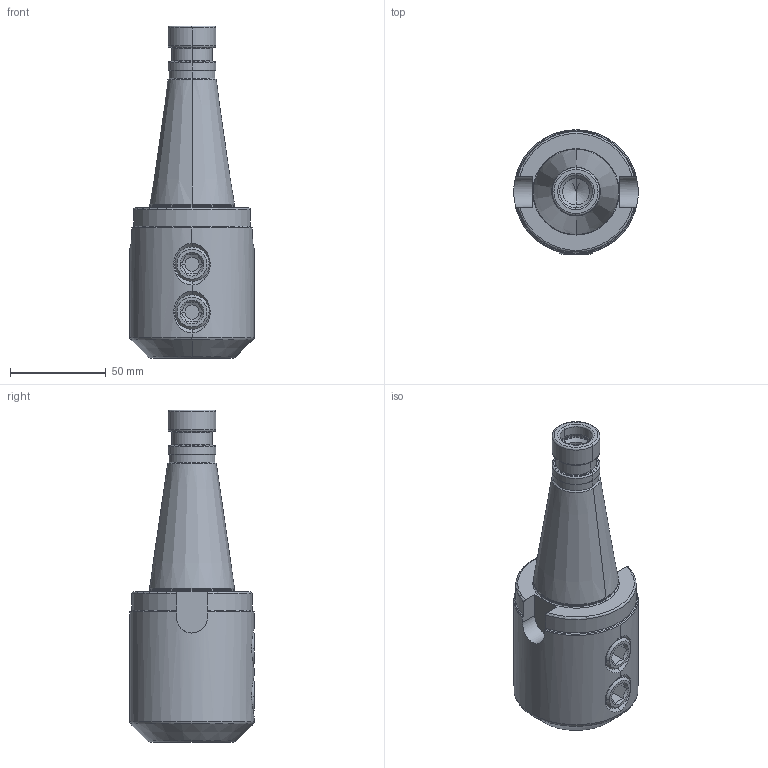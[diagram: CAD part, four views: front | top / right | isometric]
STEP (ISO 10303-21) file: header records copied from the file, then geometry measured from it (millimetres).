
FILE_DESCRIPTION((''),'2;1');
FILE_NAME('401_04_25','2020-09-02T',('103090'),(''),'CREO PARAMETRIC BY PTC INC, 2016260','CREO PARAMETRIC BY PTC INC, 2016260','');
FILE_SCHEMA(('CONFIG_CONTROL_DESIGN'));
Length unit declared in the file: millimetre
Products named in the file (1): 401_04_25
Bounding box: 65 x 65 x 173.4 mm (x, y, z)
Volume: 278750 mm3; surface area: 38691.6 mm2
Topology: 1 solids, 1 shells, 132 faces, 304 edges, 177 vertices
Faces by surface type: cone 38, cylinder 32, torus 32, plane 30
Entity records: 4144 total; most frequent: CARTESIAN_POINT 1114, DIRECTION 672, ORIENTED_EDGE 604, EDGE_CURVE 302, AXIS2_PLACEMENT_3D 283, VERTEX_POINT 177, CIRCLE 148, EDGE_LOOP 137
